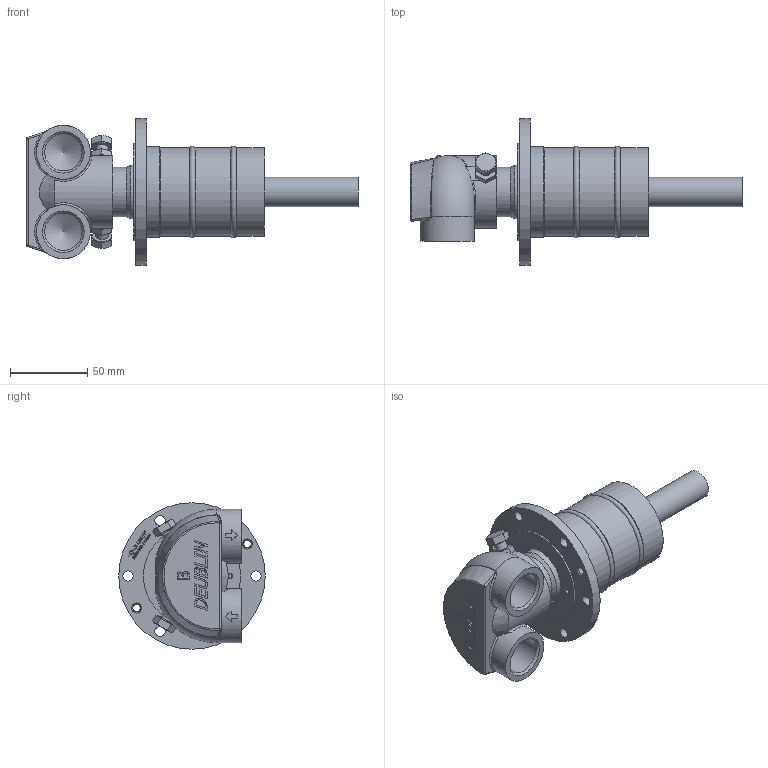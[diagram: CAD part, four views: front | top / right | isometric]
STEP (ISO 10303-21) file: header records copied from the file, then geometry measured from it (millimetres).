
FILE_DESCRIPTION(/* description */ (''),/* implementation_level */ '2;1');
FILE_NAME(/* name */ '2425-003-177494-IC.stp',/* time_stamp */ '2020-05-19T08:56:07-05:00',/* author */ ('GALINDOLM'),/* organization */ (''),/* preprocessor_version */ 'ST-DEVELOPER v18',/* originating_system */ 'Autodesk Inventor 2020',/* authorisation */ '');
FILE_SCHEMA (('AUTOMOTIVE_DESIGN { 1 0 10303 214 3 1 1 }'));
Length unit declared in the file: millimetre
Products named in the file (1): 2425-003-177494-IC
Bounding box: 215.25 x 95 x 95 mm (x, y, z)
Volume: 339062.5 mm3; surface area: 97155.4 mm2
Topology: 3 solids, 3 shells, 699 faces, 1854 edges, 1238 vertices
Faces by surface type: plane 381, bspline 222, cylinder 60, cone 27, torus 7, sphere 2
Full cylindrical faces by diameter (mm): 2.48 x2, 3 x1, 4.917 x2, 6.6 x6, 6.647 x2, 8 x2, 13 x2, 18 x1, 18.85 x1, 19 x1, 24.117 x2, 25 x1, 28.93 x1, 31.98 x2, 32.03 x1, 34.87 x1, 35 x2, 39.2 x1, 47 x1, 50.9 x1, 52.25 x2, 53.9 x1, 57.5 x3, 58.67 x1, 63 x1, 63.5 x1, 69.9 x1, 95 x1
Entity records: 25510 total; most frequent: CARTESIAN_POINT 8975, ORIENTED_EDGE 3696, DIRECTION 2613, EDGE_CURVE 1848, VERTEX_POINT 1238, LINE 1083, VECTOR 1083, EDGE_LOOP 802
